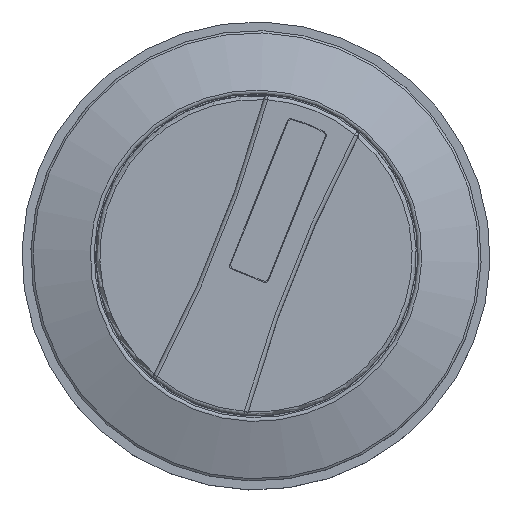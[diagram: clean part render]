
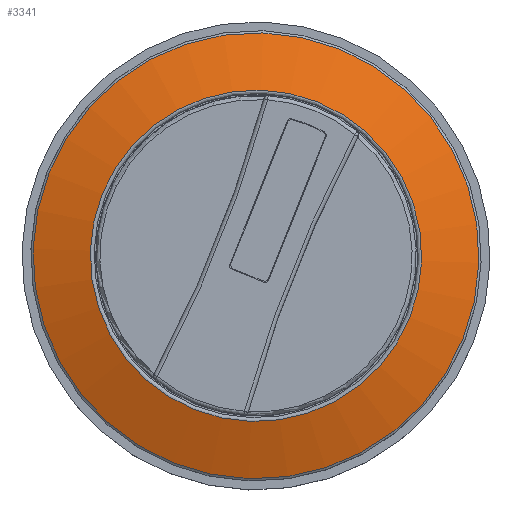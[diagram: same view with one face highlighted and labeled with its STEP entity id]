
A CAD part, top view. The second image highlights one B-rep face of the part: STEP entity #3341.
In plain terms, the highlighted conical face has half-angle 71.267 degrees and reference radius 12.107 mm.
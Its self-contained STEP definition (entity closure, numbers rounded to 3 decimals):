
#79=CONICAL_SURFACE($,#3697,12.107,71.267);
#683=FACE_BOUND($,#1098,.T.);
#844=FACE_OUTER_BOUND($,#1097,.T.);
#1097=EDGE_LOOP($,(#2696));
#1098=EDGE_LOOP($,(#2697));
#1335=CIRCLE($,#3663,10.265);
#1350=CIRCLE($,#3698,13.814);
#1573=VERTEX_POINT($,#5599);
#1603=VERTEX_POINT($,#5736);
#1951=EDGE_CURVE($,#1573,#1573,#1335,.T.);
#1998=EDGE_CURVE($,#1603,#1603,#1350,.T.);
#2696=ORIENTED_EDGE($,*,*,#1951,.F.);
#2697=ORIENTED_EDGE($,*,*,#1998,.F.);
#3341=ADVANCED_FACE($,(#844,#683),#79,.T.);
#3663=AXIS2_PLACEMENT_3D($,#5600,#4396,#4397);
#3697=AXIS2_PLACEMENT_3D($,#5735,#4492,#4493);
#3698=AXIS2_PLACEMENT_3D($,#5737,#4494,#4495);
#4396=DIRECTION('center_axis',(0.,0.,
1.));
#4397=DIRECTION('ref_axis',(0.929,-0.371,0.));
#4492=DIRECTION('center_axis',(0.,0.,
-1.));
#4493=DIRECTION('ref_axis',(0.929,-0.371,0.));
#4494=DIRECTION('center_axis',(0.,0.,
-1.));
#4495=DIRECTION('ref_axis',(-0.929,0.371,0.));
#5599=CARTESIAN_POINT('',(-4.703,0.581,1.25));
#5600=CARTESIAN_POINT('Origin',(-14.235,4.389,1.25));
#5735=CARTESIAN_POINT('Origin',(-14.235,4.389,0.625));
#5736=CARTESIAN_POINT('',(-1.407,-0.736,0.046));
#5737=CARTESIAN_POINT('Origin',(-14.235,4.389,0.046));
